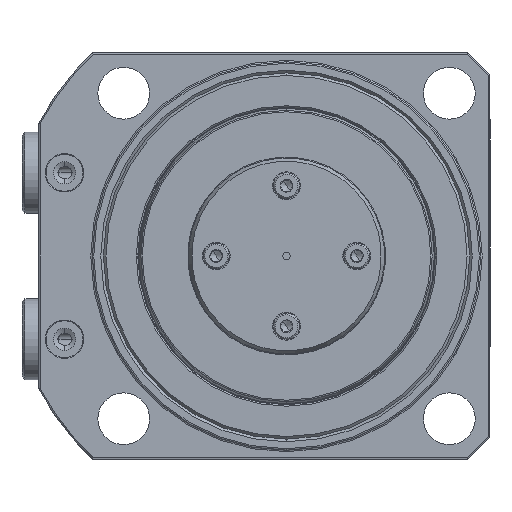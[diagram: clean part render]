
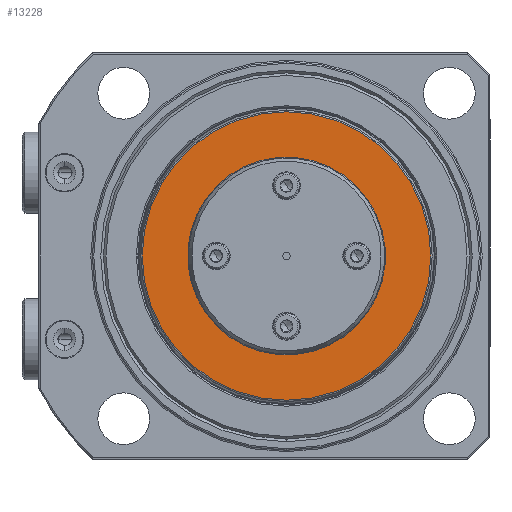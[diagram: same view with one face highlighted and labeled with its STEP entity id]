
A CAD part, front view. The second image highlights one B-rep face of the part: STEP entity #13228.
In plain terms, the highlighted planar face has unit normal (0, -1, 0).
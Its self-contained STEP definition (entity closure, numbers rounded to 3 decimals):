
#54 = AXIS2_PLACEMENT_3D ( 'NONE', #7809, #7810, #7811 ) ;
#59 = AXIS2_PLACEMENT_3D ( 'NONE', #7812, #7813, #7814 ) ;
#1709 = CARTESIAN_POINT ( 'NONE',  ( 0., 6., -22.9 ) ) ;
#1713 = CARTESIAN_POINT ( 'NONE',  ( 0., 6., -38.992 ) ) ;
#1743 = CARTESIAN_POINT ( 'NONE',  ( 0., 6., 38.992 ) ) ;
#3190 = EDGE_LOOP ( 'NONE', ( #3232, #3234 ) ) ;
#3191 = EDGE_LOOP ( 'NONE', ( #3231, #3236 ) ) ;
#3231 = ORIENTED_EDGE ( 'NONE', *, *, #12964, .T. ) ;
#3232 = ORIENTED_EDGE ( 'NONE', *, *, #12965, .T. ) ;
#3234 = ORIENTED_EDGE ( 'NONE', *, *, #12281, .T. ) ;
#3236 = ORIENTED_EDGE ( 'NONE', *, *, #12285, .T. ) ;
#3513 = VERTEX_POINT ( 'NONE', #4138 ) ;
#4138 = CARTESIAN_POINT ( 'NONE',  ( 0., 6., 22.9 ) ) ;
#5501 = AXIS2_PLACEMENT_3D ( 'NONE', #6499, #6500, #6501 ) ;
#5503 = FACE_BOUND ( 'NONE', #3191, .T. ) ;
#5508 = FACE_OUTER_BOUND ( 'NONE', #3190, .T. ) ;
#6498 = PLANE ( 'NONE',  #5501 ) ;
#6499 = CARTESIAN_POINT ( 'NONE',  ( 22.5, 6., 0. ) ) ;
#6500 = DIRECTION ( 'NONE',  ( 0., 1., 0. ) ) ;
#6501 = DIRECTION ( 'NONE',  ( 0., 0., 1. ) ) ;
#7809 = CARTESIAN_POINT ( 'NONE',  ( 0., 6., 0. ) ) ;
#7810 = DIRECTION ( 'NONE',  ( 0., 1., 0. ) ) ;
#7811 = DIRECTION ( 'NONE',  ( 0., 0., 1. ) ) ;
#7812 = CARTESIAN_POINT ( 'NONE',  ( 0., 6., 0. ) ) ;
#7813 = DIRECTION ( 'NONE',  ( 0., -1., 0. ) ) ;
#7814 = DIRECTION ( 'NONE',  ( 0., 0., 1. ) ) ;
#9044 = AXIS2_PLACEMENT_3D ( 'NONE', #9844, #9845, #9846 ) ;
#9047 = AXIS2_PLACEMENT_3D ( 'NONE', #9832, #9833, #9834 ) ;
#9832 = CARTESIAN_POINT ( 'NONE',  ( 0., 6., 0. ) ) ;
#9833 = DIRECTION ( 'NONE',  ( 0., -1., 0. ) ) ;
#9834 = DIRECTION ( 'NONE',  ( 0., 0., 1. ) ) ;
#9844 = CARTESIAN_POINT ( 'NONE',  ( 0., 6., 0. ) ) ;
#9845 = DIRECTION ( 'NONE',  ( 0., 1., 0. ) ) ;
#9846 = DIRECTION ( 'NONE',  ( 0., 0., 1. ) ) ;
#11240 = VERTEX_POINT ( 'NONE', #1709 ) ;
#11244 = VERTEX_POINT ( 'NONE', #1713 ) ;
#11274 = VERTEX_POINT ( 'NONE', #1743 ) ;
#11891 = CIRCLE ( 'NONE', #59, 38.992 ) ;
#11892 = CIRCLE ( 'NONE', #54, 22.9 ) ;
#11942 = CIRCLE ( 'NONE', #9044, 22.9 ) ;
#11946 = CIRCLE ( 'NONE', #9047, 38.992 ) ;
#12281 = EDGE_CURVE ( 'NONE', #11244, #11274, #11946, .T. ) ;
#12285 = EDGE_CURVE ( 'NONE', #11240, #3513, #11942, .T. ) ;
#12964 = EDGE_CURVE ( 'NONE', #3513, #11240, #11892, .T. ) ;
#12965 = EDGE_CURVE ( 'NONE', #11274, #11244, #11891, .T. ) ;
#13228 = ADVANCED_FACE ( 'NONE', ( #5508, #5503 ), #6498, .F. ) ;
